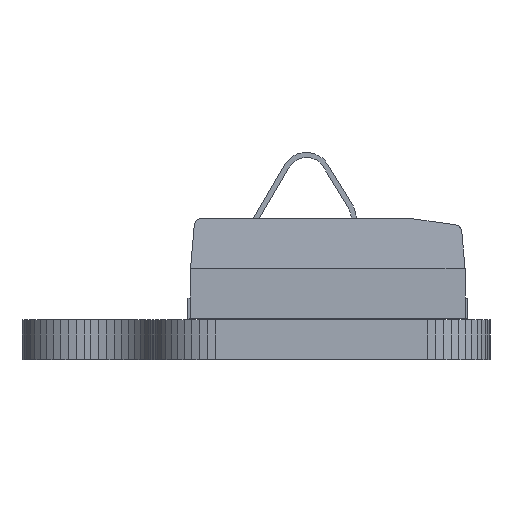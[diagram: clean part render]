
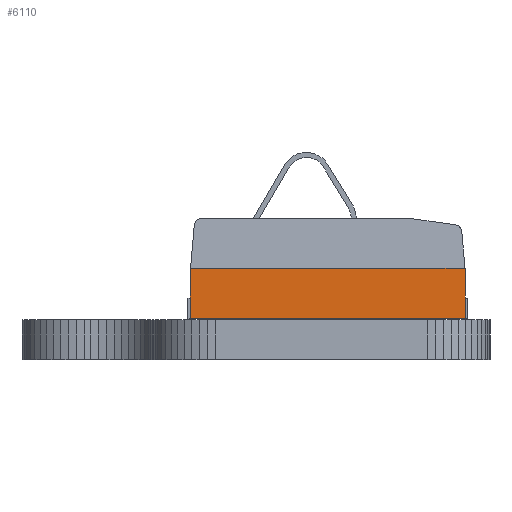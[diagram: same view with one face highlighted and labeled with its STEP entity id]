
A CAD part, left-side view. The second image highlights one B-rep face of the part: STEP entity #6110.
In plain terms, the highlighted planar face has unit normal (-1, 0, 0).
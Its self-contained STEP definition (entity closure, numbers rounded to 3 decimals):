
#2692 = PLANE('',#2693);
#2693 = AXIS2_PLACEMENT_3D('',#2694,#2695,#2696);
#2694 = CARTESIAN_POINT('',(0.,0.,0.));
#2695 = DIRECTION('',(-0.,0.,1.));
#2696 = DIRECTION('',(1.,0.,0.));
#4679 = PLANE('',#4680);
#4680 = AXIS2_PLACEMENT_3D('',#4681,#4682,#4683);
#4681 = CARTESIAN_POINT('',(-7.675,0.,4.));
#4682 = DIRECTION('',(-0.996,0.,0.087));
#4683 = DIRECTION('',(0.,1.,0.));
#5006 = PLANE('',#5007);
#5007 = AXIS2_PLACEMENT_3D('',#5008,#5009,#5010);
#5008 = CARTESIAN_POINT('',(-7.85,-5.5,4.));
#5009 = DIRECTION('',(0.,1.,0.));
#5010 = DIRECTION('',(0.,-0.,1.));
#5055 = PLANE('',#5056);
#5056 = AXIS2_PLACEMENT_3D('',#5057,#5058,#5059);
#5057 = CARTESIAN_POINT('',(-7.85,5.5,4.));
#5058 = DIRECTION('',(0.,-1.,0.));
#5059 = DIRECTION('',(0.,-0.,-1.));
#5444 = VERTEX_POINT('',#5445);
#5445 = CARTESIAN_POINT('',(-7.85,5.5,2.));
#5471 = EDGE_CURVE('',#5444,#5472,#5474,.T.);
#5472 = VERTEX_POINT('',#5473);
#5473 = CARTESIAN_POINT('',(-7.85,5.5,0.));
#5474 = SURFACE_CURVE('',#5475,(#5479,#5486),.PCURVE_S1.);
#5475 = LINE('',#5476,#5477);
#5476 = CARTESIAN_POINT('',(-7.85,5.5,4.));
#5477 = VECTOR('',#5478,1.);
#5478 = DIRECTION('',(-0.,-0.,-1.));
#5479 = PCURVE('',#5055,#5480);
#5480 = DEFINITIONAL_REPRESENTATION('',(#5481),#5485);
#5481 = LINE('',#5482,#5483);
#5482 = CARTESIAN_POINT('',(0.,0.));
#5483 = VECTOR('',#5484,1.);
#5484 = DIRECTION('',(1.,0.));
#5485 = ( GEOMETRIC_REPRESENTATION_CONTEXT(2) 
PARAMETRIC_REPRESENTATION_CONTEXT() REPRESENTATION_CONTEXT('2D SPACE',''
  ) );
#5486 = PCURVE('',#5487,#5492);
#5487 = PLANE('',#5488);
#5488 = AXIS2_PLACEMENT_3D('',#5489,#5490,#5491);
#5489 = CARTESIAN_POINT('',(-7.85,5.5,4.));
#5490 = DIRECTION('',(1.,0.,-0.));
#5491 = DIRECTION('',(-0.,0.,-1.));
#5492 = DEFINITIONAL_REPRESENTATION('',(#5493),#5497);
#5493 = LINE('',#5494,#5495);
#5494 = CARTESIAN_POINT('',(0.,0.));
#5495 = VECTOR('',#5496,1.);
#5496 = DIRECTION('',(1.,-0.));
#5497 = ( GEOMETRIC_REPRESENTATION_CONTEXT(2) 
PARAMETRIC_REPRESENTATION_CONTEXT() REPRESENTATION_CONTEXT('2D SPACE',''
  ) );
#6110 = ADVANCED_FACE('',(#6111),#5487,.F.);
#6111 = FACE_BOUND('',#6112,.F.);
#6112 = EDGE_LOOP('',(#6113,#6136,#6137,#6160));
#6113 = ORIENTED_EDGE('',*,*,#6114,.F.);
#6114 = EDGE_CURVE('',#5472,#6115,#6117,.T.);
#6115 = VERTEX_POINT('',#6116);
#6116 = CARTESIAN_POINT('',(-7.85,-5.5,0.));
#6117 = SURFACE_CURVE('',#6118,(#6122,#6129),.PCURVE_S1.);
#6118 = LINE('',#6119,#6120);
#6119 = CARTESIAN_POINT('',(-7.85,5.5,0.));
#6120 = VECTOR('',#6121,1.);
#6121 = DIRECTION('',(0.,-1.,0.));
#6122 = PCURVE('',#5487,#6123);
#6123 = DEFINITIONAL_REPRESENTATION('',(#6124),#6128);
#6124 = LINE('',#6125,#6126);
#6125 = CARTESIAN_POINT('',(4.,0.));
#6126 = VECTOR('',#6127,1.);
#6127 = DIRECTION('',(-0.,-1.));
#6128 = ( GEOMETRIC_REPRESENTATION_CONTEXT(2) 
PARAMETRIC_REPRESENTATION_CONTEXT() REPRESENTATION_CONTEXT('2D SPACE',''
  ) );
#6129 = PCURVE('',#2692,#6130);
#6130 = DEFINITIONAL_REPRESENTATION('',(#6131),#6135);
#6131 = LINE('',#6132,#6133);
#6132 = CARTESIAN_POINT('',(-7.85,5.5));
#6133 = VECTOR('',#6134,1.);
#6134 = DIRECTION('',(0.,-1.));
#6135 = ( GEOMETRIC_REPRESENTATION_CONTEXT(2) 
PARAMETRIC_REPRESENTATION_CONTEXT() REPRESENTATION_CONTEXT('2D SPACE',''
  ) );
#6136 = ORIENTED_EDGE('',*,*,#5471,.F.);
#6137 = ORIENTED_EDGE('',*,*,#6138,.F.);
#6138 = EDGE_CURVE('',#6139,#5444,#6141,.T.);
#6139 = VERTEX_POINT('',#6140);
#6140 = CARTESIAN_POINT('',(-7.85,-5.5,2.));
#6141 = SURFACE_CURVE('',#6142,(#6146,#6153),.PCURVE_S1.);
#6142 = LINE('',#6143,#6144);
#6143 = CARTESIAN_POINT('',(-7.85,5.5,2.));
#6144 = VECTOR('',#6145,1.);
#6145 = DIRECTION('',(0.,1.,0.));
#6146 = PCURVE('',#5487,#6147);
#6147 = DEFINITIONAL_REPRESENTATION('',(#6148),#6152);
#6148 = LINE('',#6149,#6150);
#6149 = CARTESIAN_POINT('',(2.,0.));
#6150 = VECTOR('',#6151,1.);
#6151 = DIRECTION('',(0.,1.));
#6152 = ( GEOMETRIC_REPRESENTATION_CONTEXT(2) 
PARAMETRIC_REPRESENTATION_CONTEXT() REPRESENTATION_CONTEXT('2D SPACE',''
  ) );
#6153 = PCURVE('',#4679,#6154);
#6154 = DEFINITIONAL_REPRESENTATION('',(#6155),#6159);
#6155 = LINE('',#6156,#6157);
#6156 = CARTESIAN_POINT('',(5.5,2.008));
#6157 = VECTOR('',#6158,1.);
#6158 = DIRECTION('',(1.,0.));
#6159 = ( GEOMETRIC_REPRESENTATION_CONTEXT(2) 
PARAMETRIC_REPRESENTATION_CONTEXT() REPRESENTATION_CONTEXT('2D SPACE',''
  ) );
#6160 = ORIENTED_EDGE('',*,*,#6161,.T.);
#6161 = EDGE_CURVE('',#6139,#6115,#6162,.T.);
#6162 = SURFACE_CURVE('',#6163,(#6167,#6174),.PCURVE_S1.);
#6163 = LINE('',#6164,#6165);
#6164 = CARTESIAN_POINT('',(-7.85,-5.5,4.));
#6165 = VECTOR('',#6166,1.);
#6166 = DIRECTION('',(-0.,-0.,-1.));
#6167 = PCURVE('',#5487,#6168);
#6168 = DEFINITIONAL_REPRESENTATION('',(#6169),#6173);
#6169 = LINE('',#6170,#6171);
#6170 = CARTESIAN_POINT('',(-0.,-11.));
#6171 = VECTOR('',#6172,1.);
#6172 = DIRECTION('',(1.,-0.));
#6173 = ( GEOMETRIC_REPRESENTATION_CONTEXT(2) 
PARAMETRIC_REPRESENTATION_CONTEXT() REPRESENTATION_CONTEXT('2D SPACE',''
  ) );
#6174 = PCURVE('',#5006,#6175);
#6175 = DEFINITIONAL_REPRESENTATION('',(#6176),#6180);
#6176 = LINE('',#6177,#6178);
#6177 = CARTESIAN_POINT('',(0.,0.));
#6178 = VECTOR('',#6179,1.);
#6179 = DIRECTION('',(-1.,0.));
#6180 = ( GEOMETRIC_REPRESENTATION_CONTEXT(2) 
PARAMETRIC_REPRESENTATION_CONTEXT() REPRESENTATION_CONTEXT('2D SPACE',''
  ) );
